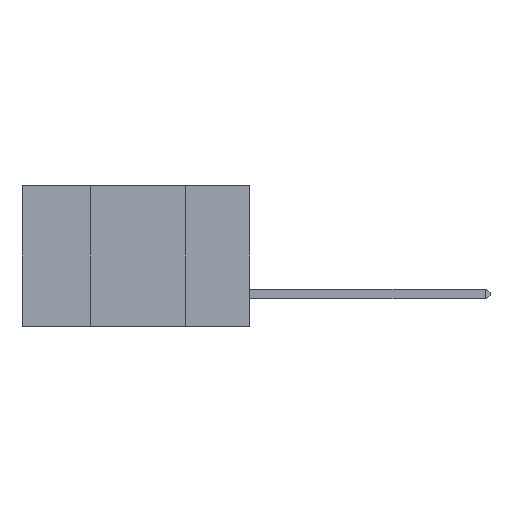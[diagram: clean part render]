
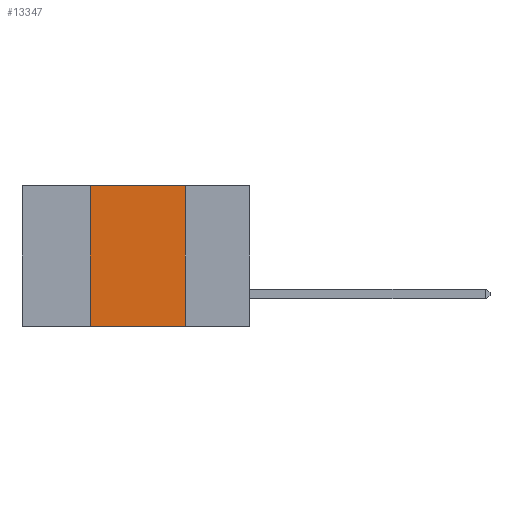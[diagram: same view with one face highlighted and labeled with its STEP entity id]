
A CAD part, left-side view. The second image highlights one B-rep face of the part: STEP entity #13347.
In plain terms, the highlighted planar face has unit normal (-1, 0, 0).
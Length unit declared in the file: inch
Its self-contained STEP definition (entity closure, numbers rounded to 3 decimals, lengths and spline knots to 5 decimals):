
#116 = VERTEX_POINT ( 'NONE', #392 ) ;
#152 = DIRECTION ( 'NONE',  ( 0., -1., 0. ) ) ;
#392 = CARTESIAN_POINT ( 'NONE',  ( 0., 0.17, 0. ) ) ;
#449 = CARTESIAN_POINT ( 'NONE',  ( 0., 0.6, 0. ) ) ;
#576 = EDGE_CURVE ( 'NONE', #9934, #9333, #7308, .T. ) ;
#1362 = ORIENTED_EDGE ( 'NONE', *, *, #13143, .F. ) ;
#1794 = CARTESIAN_POINT ( 'NONE',  ( 0., 0.6, -0.37 ) ) ;
#1866 = VECTOR ( 'NONE', #15316, 39.37008 ) ;
#2007 = DIRECTION ( 'NONE',  ( 0., -1., 0. ) ) ;
#2217 = VECTOR ( 'NONE', #2007, 39.37008 ) ;
#4961 = EDGE_CURVE ( 'NONE', #116, #9333, #5911, .T. ) ;
#5212 = PLANE ( 'NONE',  #8571 ) ;
#5311 = CARTESIAN_POINT ( 'NONE',  ( 0., 0.17, -0.37 ) ) ;
#5586 = FACE_OUTER_BOUND ( 'NONE', #7437, .T. ) ;
#5667 = ORIENTED_EDGE ( 'NONE', *, *, #14085, .F. ) ;
#5911 = LINE ( 'NONE', #15418, #1866 ) ;
#6656 = CARTESIAN_POINT ( 'NONE',  ( 0., 0.6, 0. ) ) ;
#7308 = LINE ( 'NONE', #1794, #14607 ) ;
#7437 = EDGE_LOOP ( 'NONE', ( #16213, #5667, #1362, #16636 ) ) ;
#8111 = DIRECTION ( 'NONE',  ( 0., 0., -1. ) ) ;
#8292 = VECTOR ( 'NONE', #16312, 39.37008 ) ;
#8571 = AXIS2_PLACEMENT_3D ( 'NONE', #6656, #16661, #8111 ) ;
#9333 = VERTEX_POINT ( 'NONE', #5311 ) ;
#9641 = CARTESIAN_POINT ( 'NONE',  ( 0., 0.42, -0.37 ) ) ;
#9934 = VERTEX_POINT ( 'NONE', #9641 ) ;
#10363 = VERTEX_POINT ( 'NONE', #13589 ) ;
#13143 = EDGE_CURVE ( 'NONE', #9934, #10363, #16355, .T. ) ;
#13347 = ADVANCED_FACE ( 'NONE', ( #5586 ), #5212, .F. ) ;
#13589 = CARTESIAN_POINT ( 'NONE',  ( 0., 0.42, 0. ) ) ;
#13979 = LINE ( 'NONE', #449, #2217 ) ;
#14085 = EDGE_CURVE ( 'NONE', #10363, #116, #13979, .T. ) ;
#14607 = VECTOR ( 'NONE', #152, 39.37008 ) ;
#14969 = CARTESIAN_POINT ( 'NONE',  ( 0., 0.42, 0. ) ) ;
#15316 = DIRECTION ( 'NONE',  ( 0., 0., -1. ) ) ;
#15418 = CARTESIAN_POINT ( 'NONE',  ( 0., 0.17, 0. ) ) ;
#16213 = ORIENTED_EDGE ( 'NONE', *, *, #4961, .F. ) ;
#16312 = DIRECTION ( 'NONE',  ( 0., 0., 1. ) ) ;
#16355 = LINE ( 'NONE', #14969, #8292 ) ;
#16636 = ORIENTED_EDGE ( 'NONE', *, *, #576, .T. ) ;
#16661 = DIRECTION ( 'NONE',  ( 1., 0., 0. ) ) ;
